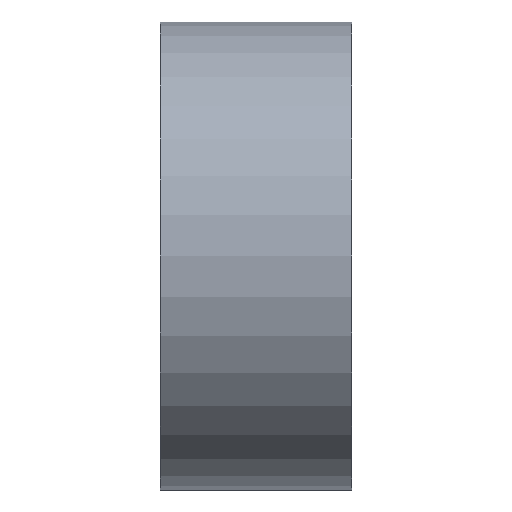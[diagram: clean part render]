
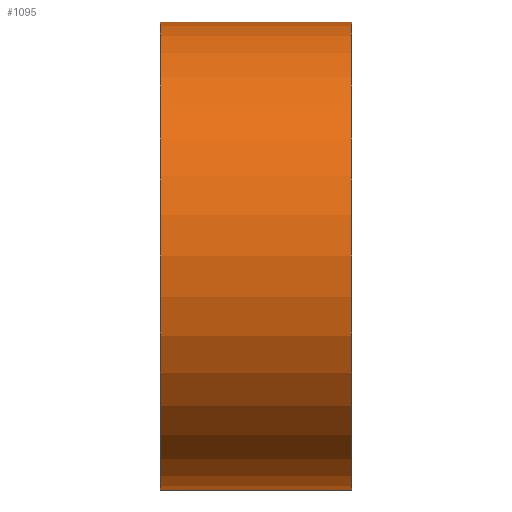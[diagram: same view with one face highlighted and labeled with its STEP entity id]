
A CAD part, left-side view. The second image highlights one B-rep face of the part: STEP entity #1095.
In plain terms, the highlighted cylindrical face has radius 22 mm (diameter 44 mm), a partial arc.
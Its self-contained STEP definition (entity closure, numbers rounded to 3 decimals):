
#35 = AXIS2_PLACEMENT_3D ( 'NONE', #607, #770, #155 ) ;
#124 = DIRECTION ( 'NONE',  ( 0., -1., 0. ) ) ;
#134 = CARTESIAN_POINT ( 'NONE',  ( 0., 12., -22. ) ) ;
#137 = ORIENTED_EDGE ( 'NONE', *, *, #1056, .F. ) ;
#148 = FACE_OUTER_BOUND ( 'NONE', #962, .T. ) ;
#155 = DIRECTION ( 'NONE',  ( 0., 0., 1. ) ) ;
#165 = AXIS2_PLACEMENT_3D ( 'NONE', #471, #1868, #1380 ) ;
#203 = EDGE_CURVE ( 'NONE', #1543, #791, #581, .T. ) ;
#262 = CIRCLE ( 'NONE', #35, 22. ) ;
#320 = CARTESIAN_POINT ( 'NONE',  ( 0., 0., -22. ) ) ;
#340 = VECTOR ( 'NONE', #485, 1000. ) ;
#471 = CARTESIAN_POINT ( 'NONE',  ( 0., 0., 0. ) ) ;
#485 = DIRECTION ( 'NONE',  ( 0., -1., 0. ) ) ;
#533 = AXIS2_PLACEMENT_3D ( 'NONE', #2002, #1700, #1243 ) ;
#548 = ORIENTED_EDGE ( 'NONE', *, *, #1275, .F. ) ;
#581 = LINE ( 'NONE', #134, #1483 ) ;
#601 = LINE ( 'NONE', #1220, #340 ) ;
#607 = CARTESIAN_POINT ( 'NONE',  ( 0., 18., 0. ) ) ;
#763 = VERTEX_POINT ( 'NONE', #1777 ) ;
#770 = DIRECTION ( 'NONE',  ( 0., 1., 0. ) ) ;
#777 = CIRCLE ( 'NONE', #165, 22. ) ;
#791 = VERTEX_POINT ( 'NONE', #320 ) ;
#801 = ORIENTED_EDGE ( 'NONE', *, *, #203, .T. ) ;
#836 = VERTEX_POINT ( 'NONE', #1974 ) ;
#930 = ORIENTED_EDGE ( 'NONE', *, *, #1515, .T. ) ;
#941 = CARTESIAN_POINT ( 'NONE',  ( 0., 18., -22. ) ) ;
#962 = EDGE_LOOP ( 'NONE', ( #137, #548, #801, #930 ) ) ;
#1056 = EDGE_CURVE ( 'NONE', #836, #763, #601, .T. ) ;
#1095 = ADVANCED_FACE ( 'NONE', ( #148 ), #1689, .T. ) ;
#1220 = CARTESIAN_POINT ( 'NONE',  ( 0., 12., 22. ) ) ;
#1243 = DIRECTION ( 'NONE',  ( 0., 0., -1. ) ) ;
#1275 = EDGE_CURVE ( 'NONE', #1543, #836, #262, .T. ) ;
#1380 = DIRECTION ( 'NONE',  ( 0., 0., 1. ) ) ;
#1483 = VECTOR ( 'NONE', #124, 1000. ) ;
#1515 = EDGE_CURVE ( 'NONE', #791, #763, #777, .T. ) ;
#1543 = VERTEX_POINT ( 'NONE', #941 ) ;
#1689 = CYLINDRICAL_SURFACE ( 'NONE', #533, 22. ) ;
#1700 = DIRECTION ( 'NONE',  ( 0., -1., 0. ) ) ;
#1777 = CARTESIAN_POINT ( 'NONE',  ( 0., 0., 22. ) ) ;
#1868 = DIRECTION ( 'NONE',  ( 0., 1., 0. ) ) ;
#1974 = CARTESIAN_POINT ( 'NONE',  ( 0., 18., 22. ) ) ;
#2002 = CARTESIAN_POINT ( 'NONE',  ( 0., 12., 0. ) ) ;
